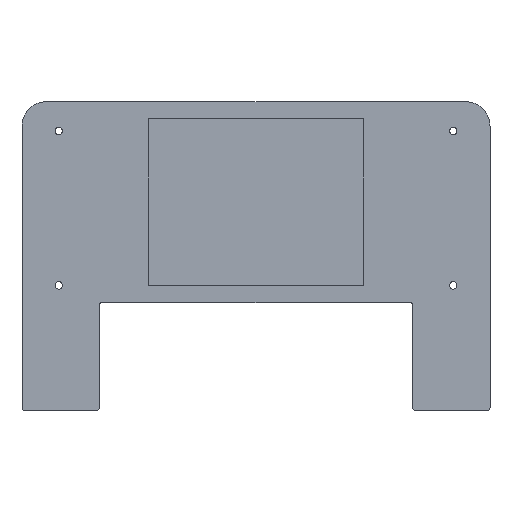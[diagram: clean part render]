
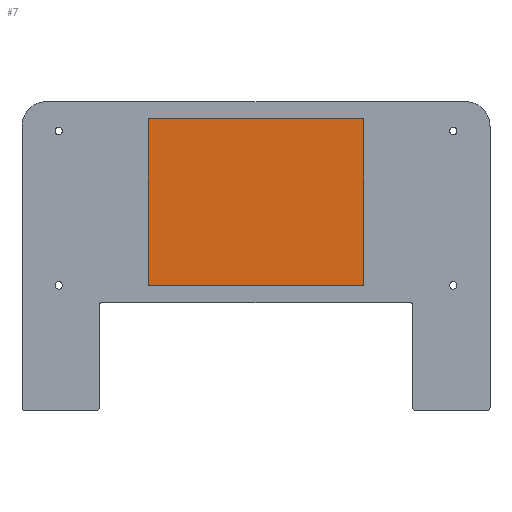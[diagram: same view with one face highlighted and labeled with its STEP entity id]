
A CAD part, top view. The second image highlights one B-rep face of the part: STEP entity #7.
In plain terms, the highlighted planar face has unit normal (0, 0, 1).
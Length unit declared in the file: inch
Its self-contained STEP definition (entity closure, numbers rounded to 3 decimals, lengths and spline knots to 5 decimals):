
#7 = ADVANCED_FACE ( 'NONE', ( #855 ), #857, .F. ) ;
#29 = VECTOR ( 'NONE', #444, 39.37008 ) ;
#145 = CARTESIAN_POINT ( 'NONE',  ( -5.5, 11.875, 0.15748 ) ) ;
#154 = CARTESIAN_POINT ( 'NONE',  ( -5.5, 3.375, 0.15748 ) ) ;
#181 = VECTOR ( 'NONE', #371, 39.37008 ) ;
#228 = EDGE_CURVE ( 'NONE', #544, #577, #446, .T. ) ;
#243 = EDGE_CURVE ( 'NONE', #813, #805, #436, .T. ) ;
#267 = CARTESIAN_POINT ( 'NONE',  ( 5.5, 11.875, 0.15748 ) ) ;
#272 = EDGE_CURVE ( 'NONE', #805, #544, #426, .T. ) ;
#297 = CARTESIAN_POINT ( 'NONE',  ( 5.5, 3.375, 0.15748 ) ) ;
#371 = DIRECTION ( 'NONE',  ( -1., 0., 0. ) ) ;
#373 = CARTESIAN_POINT ( 'NONE',  ( 0., 11.875, 0.15748 ) ) ;
#374 = LINE ( 'NONE', #373, #181 ) ;
#392 = EDGE_CURVE ( 'NONE', #577, #813, #374, .T. ) ;
#420 = VECTOR ( 'NONE', #423, 39.37008 ) ;
#423 = DIRECTION ( 'NONE',  ( 1., 0., 0. ) ) ;
#424 = CARTESIAN_POINT ( 'NONE',  ( 0., 3.375, 0.15748 ) ) ;
#426 = LINE ( 'NONE', #424, #420 ) ;
#434 = DIRECTION ( 'NONE',  ( 0., -1., 0. ) ) ;
#435 = CARTESIAN_POINT ( 'NONE',  ( -5.5, 0., 0.15748 ) ) ;
#436 = LINE ( 'NONE', #435, #516 ) ;
#444 = DIRECTION ( 'NONE',  ( 0., 1., 0. ) ) ;
#445 = CARTESIAN_POINT ( 'NONE',  ( 5.5, 0., 0.15748 ) ) ;
#446 = LINE ( 'NONE', #445, #29 ) ;
#510 = AXIS2_PLACEMENT_3D ( 'NONE', #875, #876, #877 ) ;
#516 = VECTOR ( 'NONE', #434, 39.37008 ) ;
#544 = VERTEX_POINT ( 'NONE', #297 ) ;
#577 = VERTEX_POINT ( 'NONE', #267 ) ;
#663 = ORIENTED_EDGE ( 'NONE', *, *, #272, .T. ) ;
#664 = ORIENTED_EDGE ( 'NONE', *, *, #228, .T. ) ;
#666 = ORIENTED_EDGE ( 'NONE', *, *, #392, .T. ) ;
#667 = ORIENTED_EDGE ( 'NONE', *, *, #243, .T. ) ;
#718 = EDGE_LOOP ( 'NONE', ( #663, #664, #666, #667 ) ) ;
#805 = VERTEX_POINT ( 'NONE', #154 ) ;
#813 = VERTEX_POINT ( 'NONE', #145 ) ;
#855 = FACE_OUTER_BOUND ( 'NONE', #718, .T. ) ;
#857 = PLANE ( 'NONE',  #510 ) ;
#875 = CARTESIAN_POINT ( 'NONE',  ( 0., 0., 0.15748 ) ) ;
#876 = DIRECTION ( 'NONE',  ( 0., 0., -1. ) ) ;
#877 = DIRECTION ( 'NONE',  ( -1., 0., 0. ) ) ;
